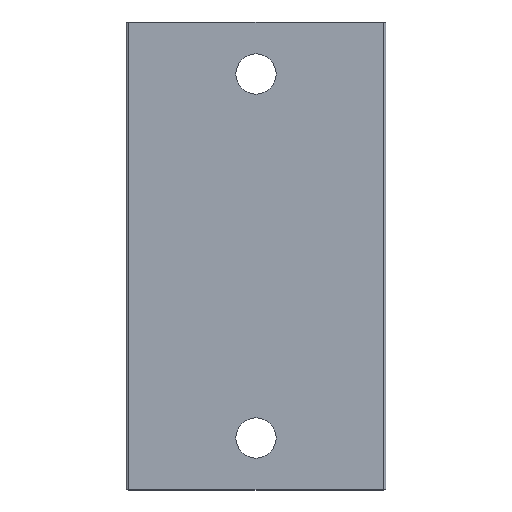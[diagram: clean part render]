
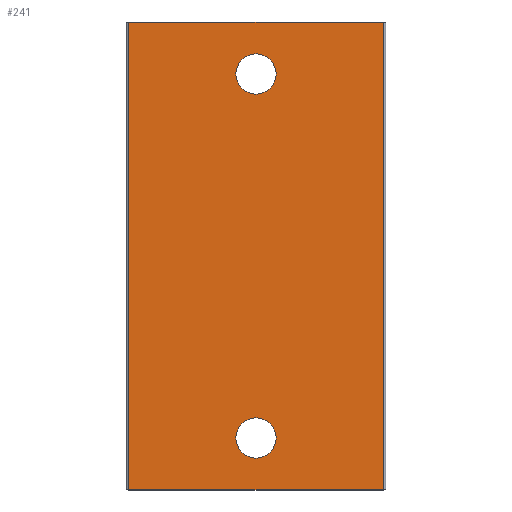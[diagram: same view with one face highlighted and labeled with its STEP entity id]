
A CAD part, top view. The second image highlights one B-rep face of the part: STEP entity #241.
In plain terms, the highlighted planar face has unit normal (0, 0, 1).
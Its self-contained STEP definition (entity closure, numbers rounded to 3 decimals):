
#8 = EDGE_CURVE ( 'NONE', #92, #523, #118, .T. ) ;
#22 = PLANE ( 'NONE',  #515 ) ;
#23 = DIRECTION ( 'NONE',  ( 0., 0., 1. ) ) ;
#24 = DIRECTION ( 'NONE',  ( -1., 0., 0. ) ) ;
#38 = FACE_OUTER_BOUND ( 'NONE', #94, .T. ) ;
#56 = CARTESIAN_POINT ( 'NONE',  ( 0., 0., 10. ) ) ;
#57 = DIRECTION ( 'NONE',  ( 0., 1., 0. ) ) ;
#61 = EDGE_CURVE ( 'NONE', #372, #449, #291, .T. ) ;
#74 = DIRECTION ( 'NONE',  ( 1., 0., 0. ) ) ;
#75 = VECTOR ( 'NONE', #57, 1000. ) ;
#79 = EDGE_LOOP ( 'NONE', ( #389, #436 ) ) ;
#84 = EDGE_LOOP ( 'NONE', ( #236, #160 ) ) ;
#92 = VERTEX_POINT ( 'NONE', #495 ) ;
#94 = EDGE_LOOP ( 'NONE', ( #137, #215, #208, #363 ) ) ;
#100 = CARTESIAN_POINT ( 'NONE',  ( 0., -70., 10. ) ) ;
#108 = DIRECTION ( 'NONE',  ( -1., 0., 0. ) ) ;
#111 = VECTOR ( 'NONE', #257, 1000. ) ;
#115 = VECTOR ( 'NONE', #174, 1000. ) ;
#116 = CARTESIAN_POINT ( 'NONE',  ( 49., -90., 10. ) ) ;
#118 = LINE ( 'NONE', #189, #492 ) ;
#133 = CARTESIAN_POINT ( 'NONE',  ( 49., 0., 10. ) ) ;
#137 = ORIENTED_EDGE ( 'NONE', *, *, #61, .T. ) ;
#153 = DIRECTION ( 'NONE',  ( 0., 0., 1. ) ) ;
#155 = DIRECTION ( 'NONE',  ( 0., 0., 1. ) ) ;
#160 = ORIENTED_EDGE ( 'NONE', *, *, #371, .F. ) ;
#167 = LINE ( 'NONE', #383, #115 ) ;
#174 = DIRECTION ( 'NONE',  ( 0., -1., 0. ) ) ;
#175 = VERTEX_POINT ( 'NONE', #464 ) ;
#177 = CARTESIAN_POINT ( 'NONE',  ( 7.75, -70., 10. ) ) ;
#181 = AXIS2_PLACEMENT_3D ( 'NONE', #400, #405, #445 ) ;
#189 = CARTESIAN_POINT ( 'NONE',  ( -50., 90., 10. ) ) ;
#197 = DIRECTION ( 'NONE',  ( 1., 0., 0. ) ) ;
#208 = ORIENTED_EDGE ( 'NONE', *, *, #8, .T. ) ;
#213 = CARTESIAN_POINT ( 'NONE',  ( -50., -90., 10. ) ) ;
#215 = ORIENTED_EDGE ( 'NONE', *, *, #227, .T. ) ;
#227 = EDGE_CURVE ( 'NONE', #449, #92, #294, .T. ) ;
#235 = FACE_BOUND ( 'NONE', #79, .T. ) ;
#236 = ORIENTED_EDGE ( 'NONE', *, *, #443, .F. ) ;
#240 = AXIS2_PLACEMENT_3D ( 'NONE', #100, #23, #74 ) ;
#241 = ADVANCED_FACE ( 'NONE', ( #235, #394, #38 ), #22, .F. ) ;
#243 = CARTESIAN_POINT ( 'NONE',  ( 0., 70., 10. ) ) ;
#245 = AXIS2_PLACEMENT_3D ( 'NONE', #399, #153, #197 ) ;
#250 = CIRCLE ( 'NONE', #181, 7.75 ) ;
#251 = VERTEX_POINT ( 'NONE', #177 ) ;
#257 = DIRECTION ( 'NONE',  ( 1., 0., 0. ) ) ;
#291 = LINE ( 'NONE', #213, #111 ) ;
#294 = LINE ( 'NONE', #133, #75 ) ;
#297 = VERTEX_POINT ( 'NONE', #354 ) ;
#307 = DIRECTION ( 'NONE',  ( 0., 0., -1. ) ) ;
#313 = EDGE_CURVE ( 'NONE', #523, #372, #167, .T. ) ;
#318 = VERTEX_POINT ( 'NONE', #350 ) ;
#350 = CARTESIAN_POINT ( 'NONE',  ( -7.75, 70., 10. ) ) ;
#354 = CARTESIAN_POINT ( 'NONE',  ( -7.75, -70., 10. ) ) ;
#363 = ORIENTED_EDGE ( 'NONE', *, *, #313, .T. ) ;
#371 = EDGE_CURVE ( 'NONE', #297, #251, #499, .T. ) ;
#372 = VERTEX_POINT ( 'NONE', #490 ) ;
#380 = EDGE_CURVE ( 'NONE', #318, #175, #460, .T. ) ;
#383 = CARTESIAN_POINT ( 'NONE',  ( -49., 0., 10. ) ) ;
#389 = ORIENTED_EDGE ( 'NONE', *, *, #434, .F. ) ;
#394 = FACE_BOUND ( 'NONE', #84, .T. ) ;
#399 = CARTESIAN_POINT ( 'NONE',  ( 0., 70., 10. ) ) ;
#400 = CARTESIAN_POINT ( 'NONE',  ( 0., -70., 10. ) ) ;
#405 = DIRECTION ( 'NONE',  ( 0., 0., 1. ) ) ;
#434 = EDGE_CURVE ( 'NONE', #175, #318, #485, .T. ) ;
#436 = ORIENTED_EDGE ( 'NONE', *, *, #380, .F. ) ;
#443 = EDGE_CURVE ( 'NONE', #251, #297, #250, .T. ) ;
#445 = DIRECTION ( 'NONE',  ( 1., 0., 0. ) ) ;
#449 = VERTEX_POINT ( 'NONE', #116 ) ;
#453 = CARTESIAN_POINT ( 'NONE',  ( -49., 90., 10. ) ) ;
#460 = CIRCLE ( 'NONE', #481, 7.75 ) ;
#464 = CARTESIAN_POINT ( 'NONE',  ( 7.75, 70., 10. ) ) ;
#481 = AXIS2_PLACEMENT_3D ( 'NONE', #243, #155, #486 ) ;
#485 = CIRCLE ( 'NONE', #245, 7.75 ) ;
#486 = DIRECTION ( 'NONE',  ( 1., 0., 0. ) ) ;
#490 = CARTESIAN_POINT ( 'NONE',  ( -49., -90., 10. ) ) ;
#492 = VECTOR ( 'NONE', #108, 1000. ) ;
#495 = CARTESIAN_POINT ( 'NONE',  ( 49., 90., 10. ) ) ;
#499 = CIRCLE ( 'NONE', #240, 7.75 ) ;
#515 = AXIS2_PLACEMENT_3D ( 'NONE', #56, #307, #24 ) ;
#523 = VERTEX_POINT ( 'NONE', #453 ) ;
